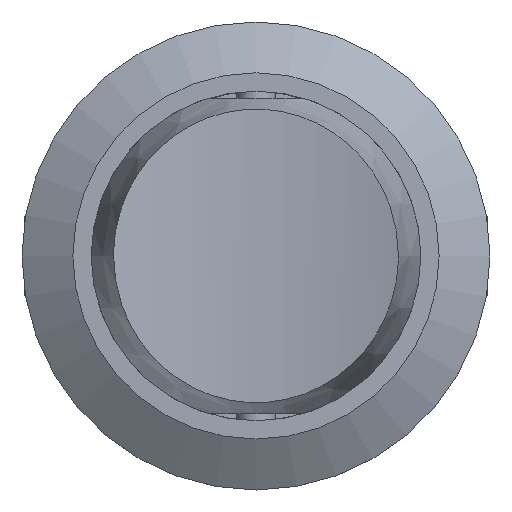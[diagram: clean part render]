
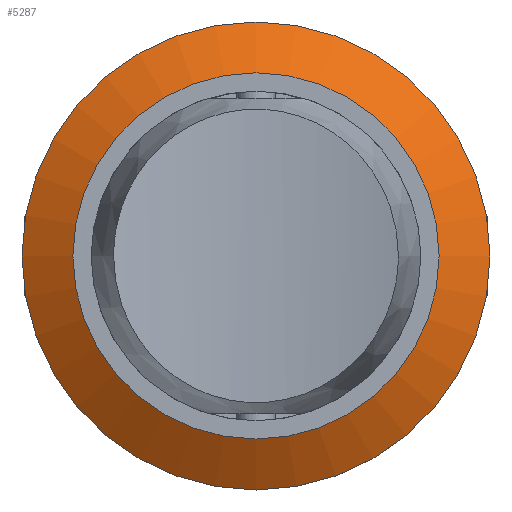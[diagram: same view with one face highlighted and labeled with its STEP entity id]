
A CAD part, top view. The second image highlights one B-rep face of the part: STEP entity #5287.
In plain terms, the highlighted conical face has half-angle 59.036 degrees and reference radius 10.25 mm.
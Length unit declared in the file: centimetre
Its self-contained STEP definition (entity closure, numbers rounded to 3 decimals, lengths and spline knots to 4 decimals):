
#54=CONICAL_SURFACE('',#5628,1.025,1.03);
#255=CIRCLE('',#5629,1.15);
#256=CIRCLE('',#5630,0.9);
#515=FACE_OUTER_BOUND('',#815,.T.);
#815=EDGE_LOOP('',(#4722,#4723,#4724,#4725));
#1411=LINE('',#9030,#2013);
#2013=VECTOR('',#6829,1.025);
#2524=VERTEX_POINT('',#9027);
#2525=VERTEX_POINT('',#9029);
#3266=EDGE_CURVE('',#2524,#2524,#255,.T.);
#3267=EDGE_CURVE('',#2524,#2525,#1411,.T.);
#3268=EDGE_CURVE('',#2525,#2525,#256,.T.);
#4722=ORIENTED_EDGE('',*,*,#3266,.T.);
#4723=ORIENTED_EDGE('',*,*,#3267,.T.);
#4724=ORIENTED_EDGE('',*,*,#3268,.T.);
#4725=ORIENTED_EDGE('',*,*,#3267,.F.);
#5287=ADVANCED_FACE('',(#515),#54,.T.);
#5628=AXIS2_PLACEMENT_3D('',#9026,#6825,#6826);
#5629=AXIS2_PLACEMENT_3D('',#9028,#6827,#6828);
#5630=AXIS2_PLACEMENT_3D('',#9031,#6830,#6831);
#6825=DIRECTION('center_axis',(0.,0.,-1.));
#6826=DIRECTION('ref_axis',(-1.,0.,0.));
#6827=DIRECTION('center_axis',(0.,0.,1.));
#6828=DIRECTION('ref_axis',(-1.,0.,0.));
#6829=DIRECTION('',(-0.857,0.,0.514));
#6830=DIRECTION('center_axis',(0.,0.,-1.));
#6831=DIRECTION('ref_axis',(-1.,0.,0.));
#9026=CARTESIAN_POINT('Origin',(0.,0.,1.585));
#9027=CARTESIAN_POINT('',(1.15,0.,1.51));
#9028=CARTESIAN_POINT('Origin',(0.,0.,1.51));
#9029=CARTESIAN_POINT('',(0.9,0.,1.66));
#9030=CARTESIAN_POINT('',(1.025,0.,1.585));
#9031=CARTESIAN_POINT('Origin',(0.,0.,1.66));
